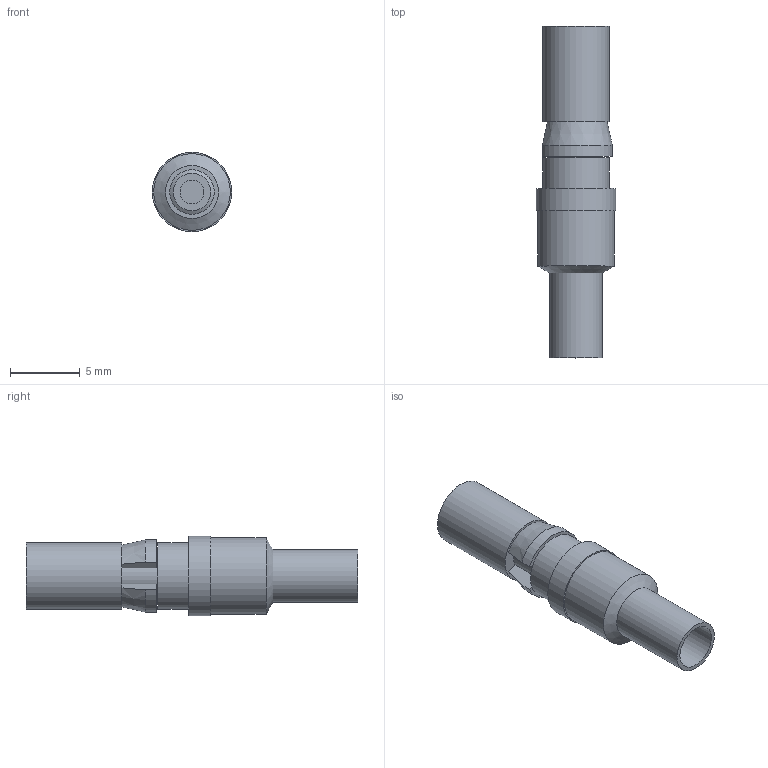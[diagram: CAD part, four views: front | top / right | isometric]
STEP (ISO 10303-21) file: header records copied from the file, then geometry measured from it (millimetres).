
FILE_DESCRIPTION(/* description */ (''),/* implementation_level */ '2;1');
FILE_NAME(/* name */ '100119914ugm000_b.stp',/* time_stamp */ '2014-01-10T08:43:27+01:00',/* author */ (''),/* organization */ (''),/* preprocessor_version */ 'ST-DEVELOPER v15',/* originating_system */ 'SIEMENS PLM Software NX 8.5',/* authorisation */ '');
FILE_SCHEMA (('AUTOMOTIVE_DESIGN { 1 0 10303 214 3 1 1 1 }'));
Length unit declared in the file: millimetre
Products named in the file (1): 100119914ugm000_b
Bounding box: 5.7 x 23.8 x 5.7 mm (x, y, z)
Volume: 250.2 mm3; surface area: 936.7 mm2
Topology: 1 solids, 1 shells, 42 faces, 77 edges, 48 vertices
Faces by surface type: plane 17, cylinder 17, cone 7, bspline 1
Full cylindrical faces by diameter (mm): 0.5 x1, 1.7 x1, 2.2 x1, 2.7 x1, 2.8 x1, 3 x1, 3.2 x1, 3.8 x1, 4 x1, 4.24 x1, 4.75 x1, 4.8 x2, 5.1 x1, 5.5 x1, 5.7 x1
Entity records: 942 total; most frequent: DIRECTION 174, CARTESIAN_POINT 158, ORIENTED_EDGE 100, AXIS2_PLACEMENT_3D 82, EDGE_LOOP 77, FACE_BOUND 69, EDGE_CURVE 50, VERTEX_POINT 45
